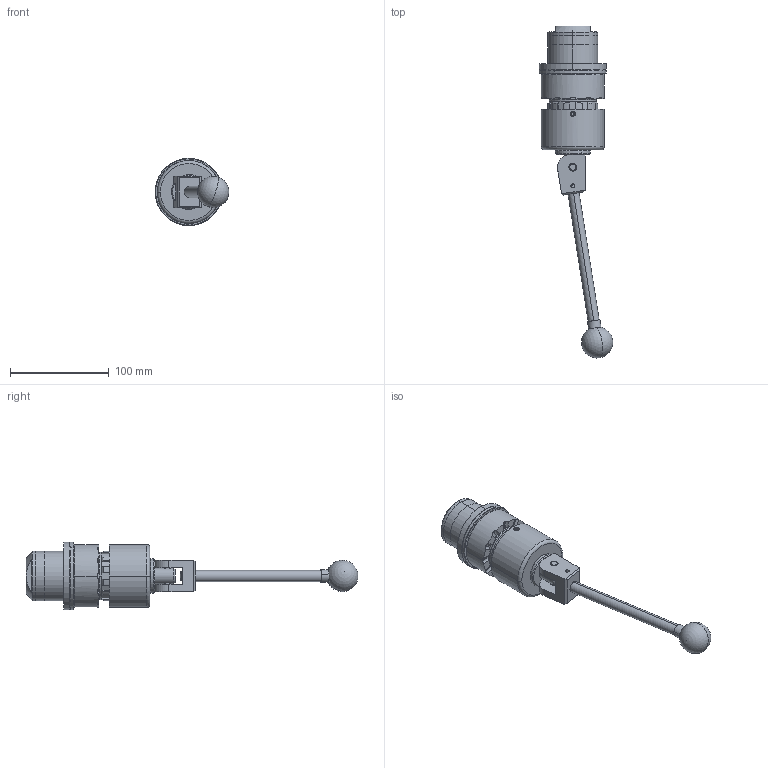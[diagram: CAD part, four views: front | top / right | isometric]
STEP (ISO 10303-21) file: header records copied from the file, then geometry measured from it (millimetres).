
FILE_DESCRIPTION (( 'STEP AP214' ), '1' );
FILE_NAME ('CTSC-003934.STEP', '2025-06-26T15:57:45', ( '' ), ( '' ), 'SwSTEP 2.0', 'SolidWorks 2023', '' );
FILE_SCHEMA (( 'AUTOMOTIVE_DESIGN' ));
Length unit declared in the file: inch
Products named in the file (1): CTSC-003934
Bounding box: 74.3 x 335.59 x 67.84 mm (x, y, z)
Volume: 373881.2 mm3; surface area: 86128.9 mm2
Topology: 11 solids, 11 shells, 373 faces, 940 edges, 595 vertices
Faces by surface type: plane 162, cylinder 132, cone 58, torus 16, bspline 3, sphere 2
Entity records: 17476 total; most frequent: CARTESIAN_POINT 3771, DIRECTION 1871, ORIENTED_EDGE 1862, EDGE_CURVE 931, AXIS2_PLACEMENT_3D 719, VERTEX_POINT 592, LINE 433, VECTOR 433
